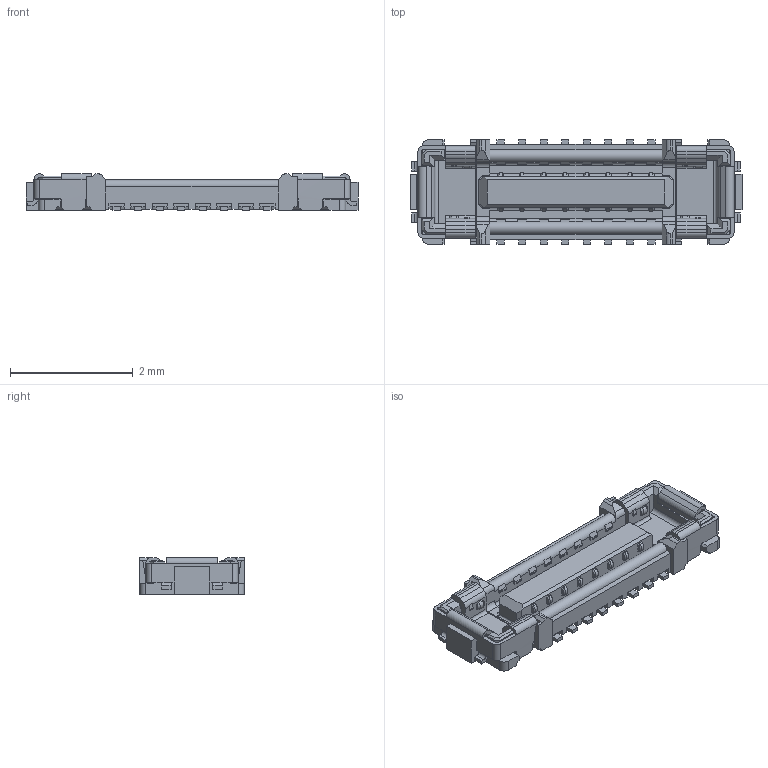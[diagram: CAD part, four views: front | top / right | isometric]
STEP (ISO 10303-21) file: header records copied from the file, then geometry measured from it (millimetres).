
FILE_DESCRIPTION(('Creo Elements/Direct Modeling STEP Export'),'2;1');
FILE_NAME('BM28-16DS.stp','2016-11-30T15:22:10',(''),(''),'Creo Elements/Direct Modeling STEP processor for AP214 (Solid Model)','Creo Elements/Direct Modeling 18.1E 22-Nov-2013 (C) Parametric Technology GmbH','');
FILE_SCHEMA(('AUTOMOTIVE_DESIGN { 1 0 10303 214 1 1 1 1 }'));
Length unit declared in the file: millimetre
Products named in the file (2): BM28B06-20DS2-0.35V
Assembly tree (1 placements, depth 2):
  BM28B06-20DS2-0.35V
    BM28B06-20DS2-0.35V
Bounding box: 5.4 x 1.7 x 0.6 mm (x, y, z)
Volume: 2.9 mm3; surface area: 36.5 mm2
Topology: 1 solids, 1 shells, 1008 faces, 2857 edges, 1839 vertices
Faces by surface type: plane 806, cylinder 162, cone 40
Entity records: 32393 total; most frequent: CARTESIAN_POINT 5919, ORIENTED_EDGE 5714, DIRECTION 5235, EDGE_CURVE 2857, VECTOR 2413, LINE 2413, VERTEX_POINT 1839, AXIS2_PLACEMENT_3D 1411
